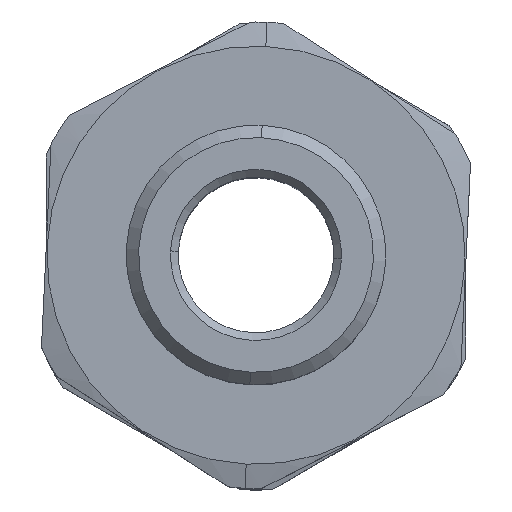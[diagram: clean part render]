
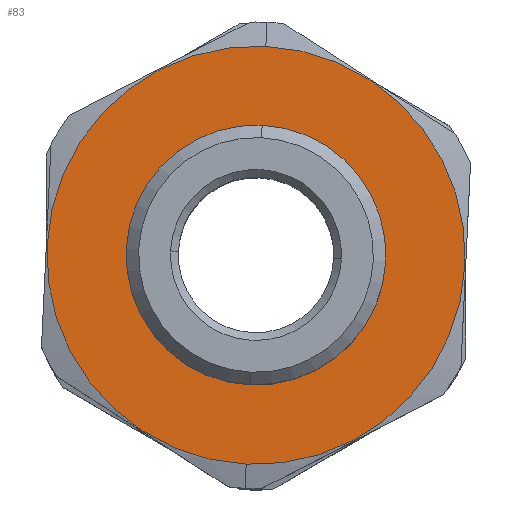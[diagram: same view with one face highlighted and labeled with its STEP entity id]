
A CAD part, top view. The second image highlights one B-rep face of the part: STEP entity #83.
In plain terms, the highlighted planar face has unit normal (0, 0, 1).
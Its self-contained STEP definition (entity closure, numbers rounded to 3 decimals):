
#14 = DIRECTION ( 'NONE',  ( 0., 0., 1. ) ) ;
#23 = DIRECTION ( 'NONE',  ( 0.999, -0.047, 0. ) ) ;
#83 = ADVANCED_FACE ( 'NONE', ( #611, #1019 ), #1748, .F. ) ;
#88 = CARTESIAN_POINT ( 'NONE',  ( 0.633, 13.435, 6. ) ) ;
#141 = DIRECTION ( 'NONE',  ( 0.047, 0.999, 0. ) ) ;
#188 = EDGE_LOOP ( 'NONE', ( #1104, #2262 ) ) ;
#281 = VERTEX_POINT ( 'NONE', #88 ) ;
#349 = VERTEX_POINT ( 'NONE', #482 ) ;
#368 = AXIS2_PLACEMENT_3D ( 'NONE', #1391, #2488, #141 ) ;
#401 = VERTEX_POINT ( 'NONE', #1350 ) ;
#482 = CARTESIAN_POINT ( 'NONE',  ( -0.633, -13.435, 6. ) ) ;
#543 = CARTESIAN_POINT ( 'NONE',  ( 0., 0., 6. ) ) ;
#611 = FACE_OUTER_BOUND ( 'NONE', #188, .T. ) ;
#679 = CARTESIAN_POINT ( 'NONE',  ( 0., 0., 6. ) ) ;
#740 = CARTESIAN_POINT ( 'NONE',  ( 0., 0., 6. ) ) ;
#742 = DIRECTION ( 'NONE',  ( 0., 0., -1. ) ) ;
#745 = DIRECTION ( 'NONE',  ( 0.047, 0.999, 0. ) ) ;
#856 = AXIS2_PLACEMENT_3D ( 'NONE', #740, #1377, #1177 ) ;
#874 = VERTEX_POINT ( 'NONE', #1424 ) ;
#972 = AXIS2_PLACEMENT_3D ( 'NONE', #1963, #1966, #1985 ) ;
#1019 = FACE_BOUND ( 'NONE', #1474, .T. ) ;
#1104 = ORIENTED_EDGE ( 'NONE', *, *, #1373, .F. ) ;
#1177 = DIRECTION ( 'NONE',  ( 0.999, -0.047, 0. ) ) ;
#1237 = EDGE_CURVE ( 'NONE', #874, #401, #1698, .T. ) ;
#1350 = CARTESIAN_POINT ( 'NONE',  ( -8.341, 0.393, 6. ) ) ;
#1373 = EDGE_CURVE ( 'NONE', #281, #349, #1540, .T. ) ;
#1377 = DIRECTION ( 'NONE',  ( 0., 0., 1. ) ) ;
#1391 = CARTESIAN_POINT ( 'NONE',  ( 0., 0., 6. ) ) ;
#1424 = CARTESIAN_POINT ( 'NONE',  ( 8.341, -0.393, 6. ) ) ;
#1447 = CIRCLE ( 'NONE', #856, 8.35 ) ;
#1474 = EDGE_LOOP ( 'NONE', ( #1972, #2395 ) ) ;
#1540 = CIRCLE ( 'NONE', #2144, 13.45 ) ;
#1690 = CIRCLE ( 'NONE', #368, 13.45 ) ;
#1698 = CIRCLE ( 'NONE', #2308, 8.35 ) ;
#1748 = PLANE ( 'NONE',  #972 ) ;
#1872 = EDGE_CURVE ( 'NONE', #349, #281, #1690, .T. ) ;
#1928 = EDGE_CURVE ( 'NONE', #401, #874, #1447, .T. ) ;
#1963 = CARTESIAN_POINT ( 'NONE',  ( 0.393, 8.341, 6. ) ) ;
#1966 = DIRECTION ( 'NONE',  ( 0., 0., -1. ) ) ;
#1972 = ORIENTED_EDGE ( 'NONE', *, *, #1237, .F. ) ;
#1985 = DIRECTION ( 'NONE',  ( -0.999, 0.047, 0. ) ) ;
#2144 = AXIS2_PLACEMENT_3D ( 'NONE', #543, #742, #745 ) ;
#2262 = ORIENTED_EDGE ( 'NONE', *, *, #1872, .F. ) ;
#2308 = AXIS2_PLACEMENT_3D ( 'NONE', #679, #14, #23 ) ;
#2395 = ORIENTED_EDGE ( 'NONE', *, *, #1928, .F. ) ;
#2488 = DIRECTION ( 'NONE',  ( 0., 0., -1. ) ) ;
